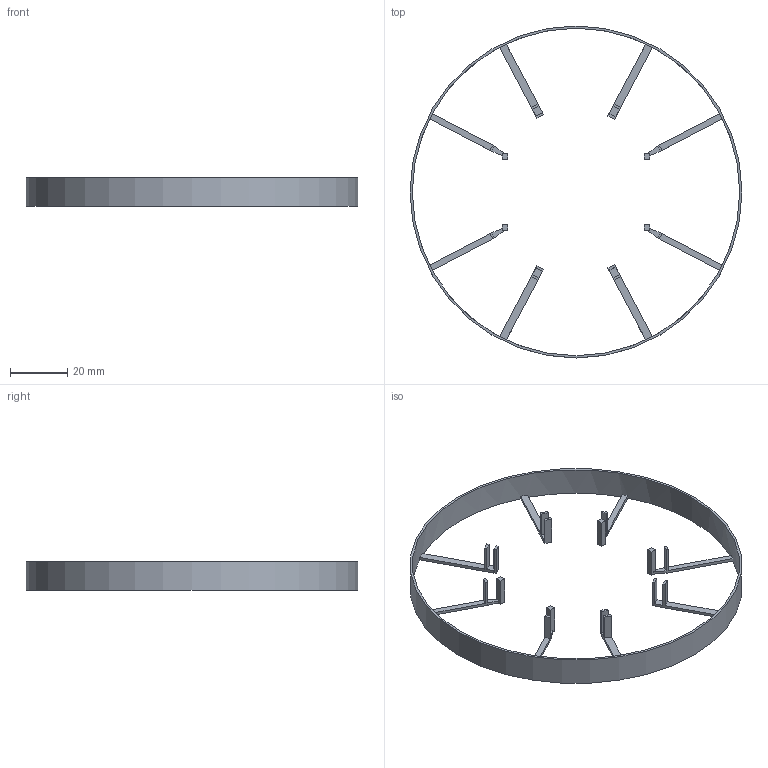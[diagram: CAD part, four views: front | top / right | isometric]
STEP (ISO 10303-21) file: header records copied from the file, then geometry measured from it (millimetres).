
FILE_DESCRIPTION(/* description */ (''),/* implementation_level */ '2;1');
FILE_NAME(/* name */ 'robot skirt 11.44.step',/* time_stamp */ '2024-05-06T14:24:50+03:00',/* author */ (''),/* organization */ (''),/* preprocessor_version */ 'ST-DEVELOPER v20',/* originating_system */ 'Autodesk Translation Framework v12.20.1.177',/* authorisation */ '');
FILE_SCHEMA (('AUTOMOTIVE_DESIGN { 1 0 10303 214 3 1 1 }'));
Length unit declared in the file: millimetre
Products named in the file (1): robot skirt
Bounding box: 116 x 116 x 10 mm (x, y, z)
Volume: 3776.1 mm3; surface area: 10327.3 mm2
Topology: 1 solids, 1 shells, 110 faces, 314 edges, 206 vertices
Faces by surface type: plane 96, cylinder 14
Full cylindrical faces by diameter (mm): 114.4 x1, 116 x1
Entity records: 3579 total; most frequent: CARTESIAN_POINT 631, ORIENTED_EDGE 628, DIRECTION 580, EDGE_CURVE 314, LINE 270, VECTOR 270, VERTEX_POINT 206, AXIS2_PLACEMENT_3D 155
